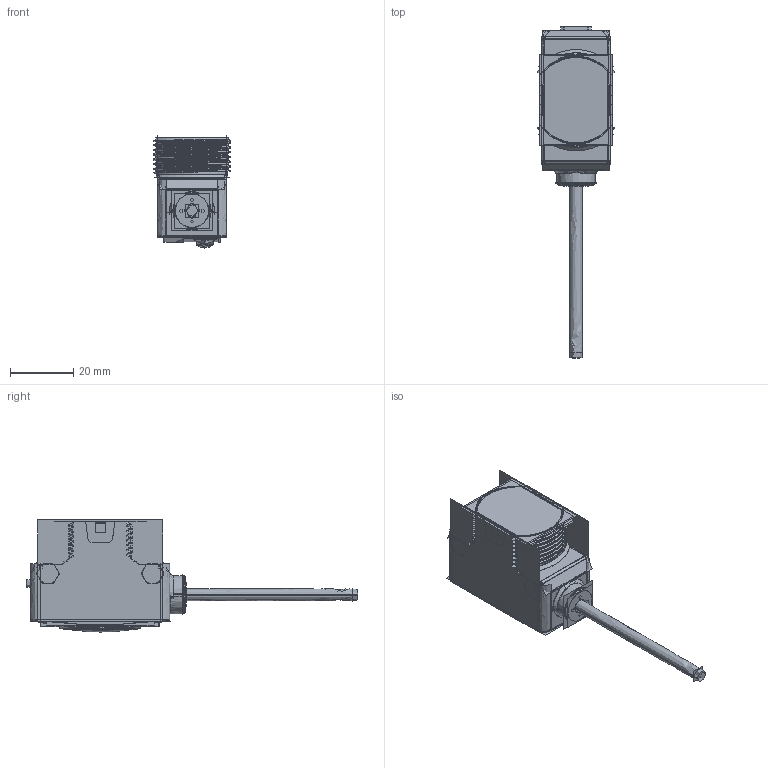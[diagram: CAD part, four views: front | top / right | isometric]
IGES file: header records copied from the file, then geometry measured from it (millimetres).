
Start section:  PTC IGES file: 140590_sm01.igs
Global section: file name: 140590_sm01.igs; native system: Creo Parametric by PTC Inc.; preprocessor: 2019292; author: PDMAdmin; organization: Unknown; date: 20221013.134248; units: millimetre
Bounding box: 24.09 x 104.74 x 35.37 mm (x, y, z)
Volume: 25837.5 mm3; surface area: 48570.7 mm2
Topology: 3 solids, 3 shells, 1126 faces, 5648 edges, 7119 vertices
Faces by surface type: revolution 636, bspline 490
